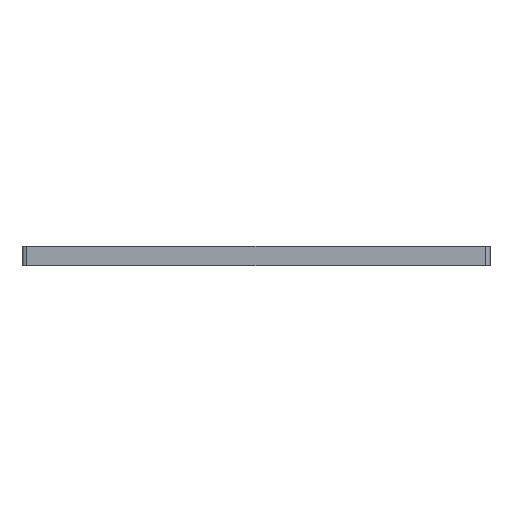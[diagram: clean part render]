
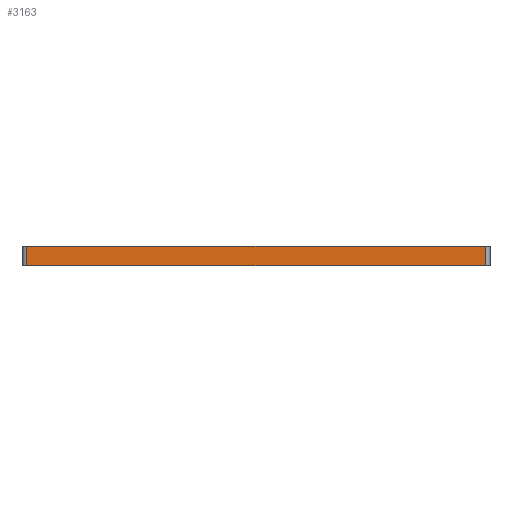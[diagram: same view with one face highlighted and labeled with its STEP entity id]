
A CAD part, left-side view. The second image highlights one B-rep face of the part: STEP entity #3163.
In plain terms, the highlighted planar face has unit normal (-1, 0, 0).
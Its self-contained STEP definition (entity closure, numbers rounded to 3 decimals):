
#1541=CARTESIAN_POINT('',(-100.,174.5,-7.5));
#1542=VERTEX_POINT('',#1541);
#1543=CARTESIAN_POINT('',(-100.,-174.5,-7.5));
#1544=VERTEX_POINT('',#1543);
#1545=CARTESIAN_POINT('',(-100.,174.5,-7.5));
#1546=DIRECTION('',(0.0,-1.0,0.0));
#1547=VECTOR('',#1546,349.0);
#1548=LINE('',#1545,#1547);
#1549=EDGE_CURVE('',#1542,#1544,#1548,.T.);
#3120=CARTESIAN_POINT('',(-100.,-174.5,7.5));
#3121=VERTEX_POINT('',#3120);
#3129=CARTESIAN_POINT('',(-100.,-174.5,-7.5));
#3130=DIRECTION('',(0.0,0.0,1.0));
#3131=VECTOR('',#3130,15.0);
#3132=LINE('',#3129,#3131);
#3133=EDGE_CURVE('',#1544,#3121,#3132,.T.);
#3140=CARTESIAN_POINT('',(-100.,-174.5,0.0));
#3141=DIRECTION('',(-1.0,0.0,0.0));
#3142=DIRECTION('',(0.0,0.0,1.0));
#3143=AXIS2_PLACEMENT_3D('',#3140,#3141,#3142);
#3144=PLANE('',#3143);
#3145=CARTESIAN_POINT('',(-100.,174.5,7.5));
#3146=VERTEX_POINT('',#3145);
#3147=CARTESIAN_POINT('',(-100.,-174.5,7.5));
#3148=DIRECTION('',(0.0,1.0,0.0));
#3149=VECTOR('',#3148,349.0);
#3150=LINE('',#3147,#3149);
#3151=EDGE_CURVE('',#3121,#3146,#3150,.T.);
#3152=ORIENTED_EDGE('',*,*,#3151,.T.);
#3153=CARTESIAN_POINT('',(-100.,174.5,-7.5));
#3154=DIRECTION('',(0.0,0.0,1.0));
#3155=VECTOR('',#3154,15.0);
#3156=LINE('',#3153,#3155);
#3157=EDGE_CURVE('',#1542,#3146,#3156,.T.);
#3158=ORIENTED_EDGE('',*,*,#3157,.F.);
#3159=ORIENTED_EDGE('',*,*,#1549,.T.);
#3160=ORIENTED_EDGE('',*,*,#3133,.T.);
#3161=EDGE_LOOP('',(#3152,#3158,#3159,#3160));
#3162=FACE_OUTER_BOUND('',#3161,.T.);
#3163=ADVANCED_FACE('',(#3162),#3144,.T.);
